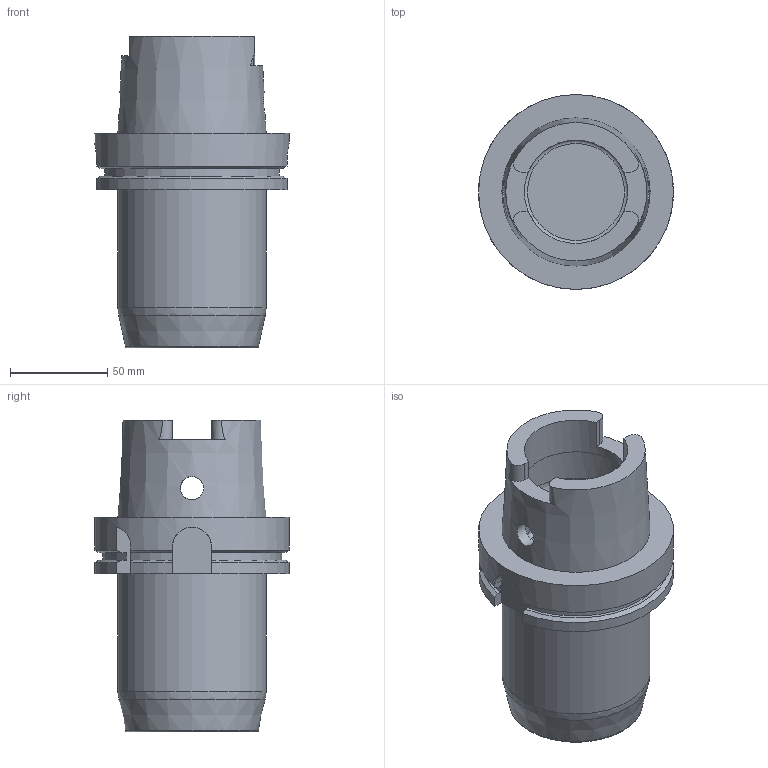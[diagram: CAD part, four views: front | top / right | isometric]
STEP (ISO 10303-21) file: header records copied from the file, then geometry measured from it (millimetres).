
FILE_DESCRIPTION(/* description */ (''),/* implementation_level */ '2;1');
FILE_NAME(/* name */ '1786_1_3d.stp',/* time_stamp */ '2021-11-19T09:13:02+01:00',/* author */ (''),/* organization */ ('SMS'),/* preprocessor_version */ 'ST-DEVELOPER v16.7',/* originating_system */ 'SIEMENS PLM Software NX 12.0',/* authorisation */ '');
FILE_SCHEMA (('AUTOMOTIVE_DESIGN { 1 0 10303 214 3 1 1 1 }'));
Length unit declared in the file: millimetre
Products named in the file (1): 1786_1_3D
Bounding box: 99.93 x 99.93 x 159.9 mm (x, y, z)
Volume: 619474.6 mm3; surface area: 66927.4 mm2
Topology: 1 solids, 1 shells, 66 faces, 189 edges, 124 vertices
Faces by surface type: plane 30, cylinder 22, cone 9, torus 4, bspline 1
Full cylindrical faces by diameter (mm): 12 x2, 53.06 x2, 63.095 x1, 76 x1, 99.93 x1
Entity records: 2218 total; most frequent: CARTESIAN_POINT 581, DIRECTION 330, ORIENTED_EDGE 324, EDGE_CURVE 162, AXIS2_PLACEMENT_3D 128, VERTEX_POINT 113, EDGE_LOOP 85, LINE 74
